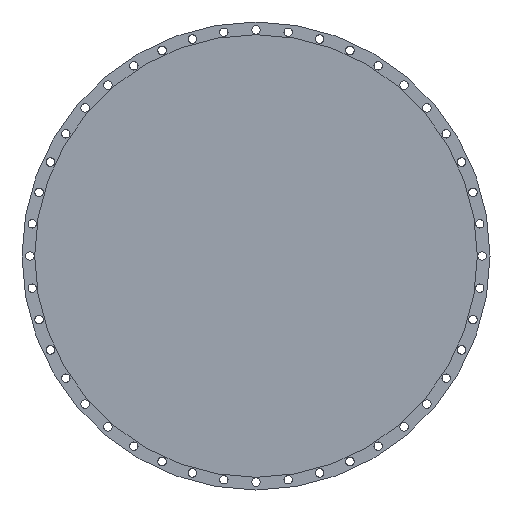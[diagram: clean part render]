
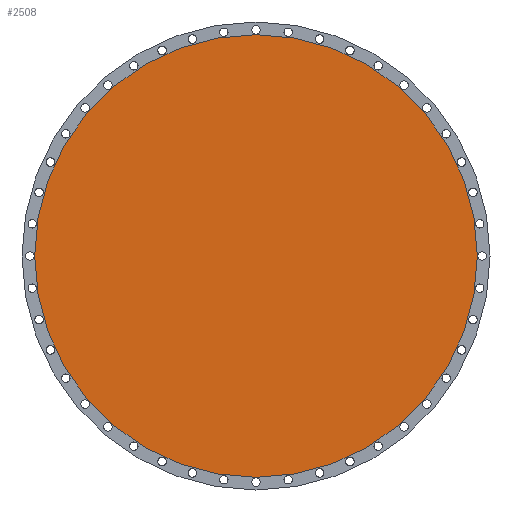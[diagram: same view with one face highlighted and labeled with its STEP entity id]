
A CAD part, left-side view. The second image highlights one B-rep face of the part: STEP entity #2508.
In plain terms, the highlighted planar face has unit normal (-1, 0, 0).
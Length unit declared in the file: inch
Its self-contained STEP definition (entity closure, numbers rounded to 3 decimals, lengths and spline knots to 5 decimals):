
#45 = DIRECTION ( 'NONE',  ( -1., 0., 0. ) ) ;
#272 = CARTESIAN_POINT ( 'NONE',  ( 0., 0., 0. ) ) ;
#294 = CARTESIAN_POINT ( 'NONE',  ( 0., 0., 0. ) ) ;
#516 = EDGE_LOOP ( 'NONE', ( #2813, #1333 ) ) ;
#846 = DIRECTION ( 'NONE',  ( -1., 0., 0. ) ) ;
#1038 = AXIS2_PLACEMENT_3D ( 'NONE', #272, #1907, #2175 ) ;
#1060 = DIRECTION ( 'NONE',  ( 0., 0., 1. ) ) ;
#1077 = CARTESIAN_POINT ( 'NONE',  ( 0., 0., 0. ) ) ;
#1319 = FACE_OUTER_BOUND ( 'NONE', #516, .T. ) ;
#1333 = ORIENTED_EDGE ( 'NONE', *, *, #1702, .T. ) ;
#1702 = EDGE_CURVE ( 'NONE', #2482, #2784, #3017, .T. ) ;
#1907 = DIRECTION ( 'NONE',  ( -1., 0., 0. ) ) ;
#2024 = EDGE_CURVE ( 'NONE', #2784, #2482, #3073, .T. ) ;
#2063 = AXIS2_PLACEMENT_3D ( 'NONE', #1077, #846, #1060 ) ;
#2175 = DIRECTION ( 'NONE',  ( 0., 0., 1. ) ) ;
#2463 = DIRECTION ( 'NONE',  ( 0., 0., 1. ) ) ;
#2482 = VERTEX_POINT ( 'NONE', #2587 ) ;
#2504 = AXIS2_PLACEMENT_3D ( 'NONE', #294, #45, #2463 ) ;
#2508 = ADVANCED_FACE ( 'NONE', ( #1319 ), #2706, .T. ) ;
#2587 = CARTESIAN_POINT ( 'NONE',  ( 0., 0., -26.125 ) ) ;
#2706 = PLANE ( 'NONE',  #1038 ) ;
#2784 = VERTEX_POINT ( 'NONE', #3477 ) ;
#2813 = ORIENTED_EDGE ( 'NONE', *, *, #2024, .T. ) ;
#3017 = CIRCLE ( 'NONE', #2504, 26.125 ) ;
#3073 = CIRCLE ( 'NONE', #2063, 26.125 ) ;
#3477 = CARTESIAN_POINT ( 'NONE',  ( 0., 0., 26.125 ) ) ;
